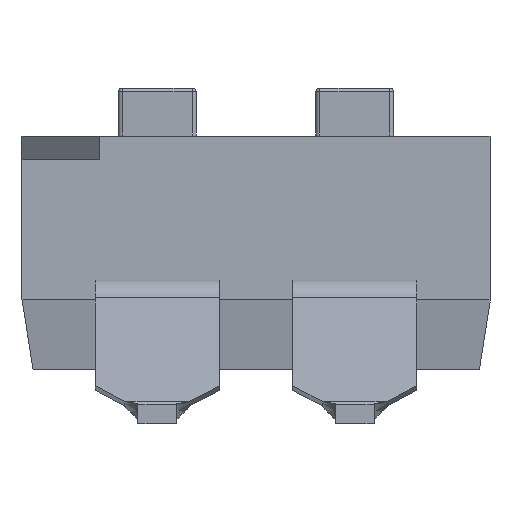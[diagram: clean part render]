
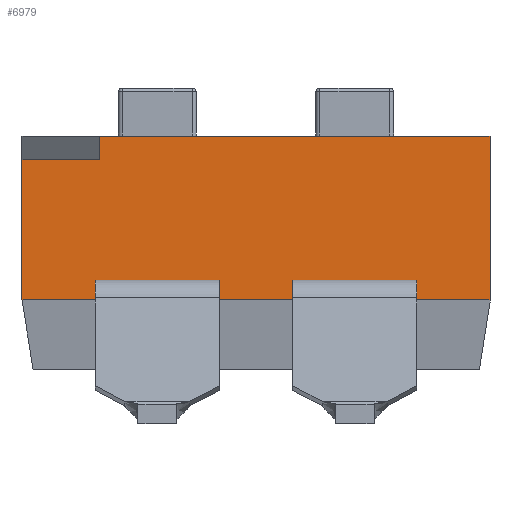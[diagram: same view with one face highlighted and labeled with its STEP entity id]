
A CAD part, front view. The second image highlights one B-rep face of the part: STEP entity #6979.
In plain terms, the highlighted planar face has unit normal (0, -1, 0).
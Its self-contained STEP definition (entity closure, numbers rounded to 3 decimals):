
#468=FACE_OUTER_BOUND('',#864,.T.);
#864=EDGE_LOOP('',(#5735,#5736,#5737,#5738,#5739,#5740,#5741,#5742));
#1462=LINE('',#11019,#2223);
#1464=LINE('',#11023,#2225);
#1465=LINE('',#11025,#2226);
#1466=LINE('',#11027,#2227);
#1467=LINE('',#11029,#2228);
#1468=LINE('',#11031,#2229);
#1469=LINE('',#11033,#2230);
#1470=LINE('',#11034,#2231);
#2223=VECTOR('',#9044,10.);
#2225=VECTOR('',#9048,10.);
#2226=VECTOR('',#9049,10.);
#2227=VECTOR('',#9050,10.);
#2228=VECTOR('',#9051,10.);
#2229=VECTOR('',#9052,10.);
#2230=VECTOR('',#9053,10.);
#2231=VECTOR('',#9054,10.);
#3164=VERTEX_POINT('',#11016);
#3165=VERTEX_POINT('',#11018);
#3166=VERTEX_POINT('',#11022);
#3167=VERTEX_POINT('',#11024);
#3168=VERTEX_POINT('',#11026);
#3169=VERTEX_POINT('',#11028);
#3170=VERTEX_POINT('',#11030);
#3171=VERTEX_POINT('',#11032);
#4062=EDGE_CURVE('',#3164,#3165,#1462,.T.);
#4064=EDGE_CURVE('',#3166,#3164,#1464,.T.);
#4065=EDGE_CURVE('',#3167,#3166,#1465,.T.);
#4066=EDGE_CURVE('',#3168,#3167,#1466,.T.);
#4067=EDGE_CURVE('',#3169,#3168,#1467,.T.);
#4068=EDGE_CURVE('',#3170,#3169,#1468,.T.);
#4069=EDGE_CURVE('',#3171,#3170,#1469,.T.);
#4070=EDGE_CURVE('',#3165,#3171,#1470,.T.);
#5735=ORIENTED_EDGE('',*,*,#4062,.F.);
#5736=ORIENTED_EDGE('',*,*,#4064,.F.);
#5737=ORIENTED_EDGE('',*,*,#4065,.F.);
#5738=ORIENTED_EDGE('',*,*,#4066,.F.);
#5739=ORIENTED_EDGE('',*,*,#4067,.F.);
#5740=ORIENTED_EDGE('',*,*,#4068,.F.);
#5741=ORIENTED_EDGE('',*,*,#4069,.F.);
#5742=ORIENTED_EDGE('',*,*,#4070,.F.);
#6630=PLANE('',#7575);
#6979=ADVANCED_FACE('',(#468),#6630,.T.);
#7575=AXIS2_PLACEMENT_3D('',#11021,#9046,#9047);
#9044=DIRECTION('',(0.,0.,-1.));
#9046=DIRECTION('center_axis',(0.,-1.,0.));
#9047=DIRECTION('ref_axis',(0.,0.,1.));
#9048=DIRECTION('',(1.,0.,0.));
#9049=DIRECTION('',(0.,0.,1.));
#9050=DIRECTION('',(1.,0.,0.));
#9051=DIRECTION('',(0.,0.,1.));
#9052=DIRECTION('',(-1.,0.,0.));
#9053=DIRECTION('',(-1.,0.,0.));
#9054=DIRECTION('',(-1.,0.,0.));
#11016=CARTESIAN_POINT('',(3.01,-3.1,3.735));
#11018=CARTESIAN_POINT('',(3.01,-3.1,1.635));
#11019=CARTESIAN_POINT('',(3.01,-3.1,2.349));
#11021=CARTESIAN_POINT('Origin',(31.564,-3.1,2.463));
#11022=CARTESIAN_POINT('',(-2.01,-3.1,3.735));
#11023=CARTESIAN_POINT('',(-2.01,-3.1,3.735));
#11024=CARTESIAN_POINT('',(-2.01,-3.1,3.435));
#11025=CARTESIAN_POINT('',(-2.01,-3.1,3.435));
#11026=CARTESIAN_POINT('',(-3.01,-3.1,3.435));
#11027=CARTESIAN_POINT('',(-3.01,-3.1,3.435));
#11028=CARTESIAN_POINT('',(-3.01,-3.1,1.635));
#11029=CARTESIAN_POINT('',(-3.01,-3.1,3.135));
#11030=CARTESIAN_POINT('',(-2.07,-3.1,1.635));
#11031=CARTESIAN_POINT('',(-2.07,-3.1,1.635));
#11032=CARTESIAN_POINT('',(0.47,-3.1,1.635));
#11033=CARTESIAN_POINT('',(0.47,-3.1,1.635));
#11034=CARTESIAN_POINT('',(3.01,-3.1,1.635));
